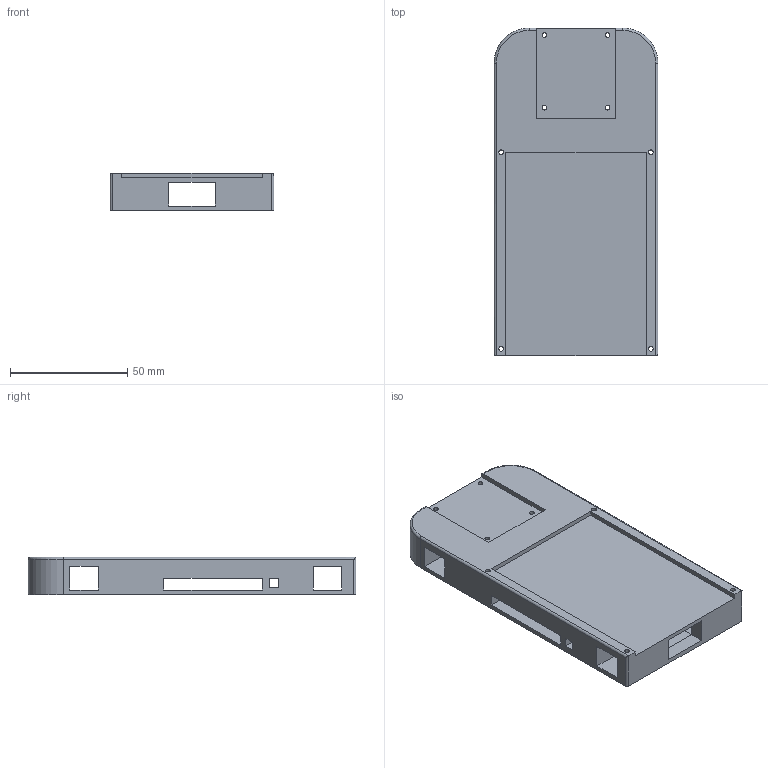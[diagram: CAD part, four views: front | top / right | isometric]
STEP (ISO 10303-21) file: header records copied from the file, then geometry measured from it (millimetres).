
FILE_DESCRIPTION(('FreeCAD Model'),'2;1');
FILE_NAME('NeuroBot.step','2018-12-25T20:14:20',( 'Author'),(''),'Open CASCADE STEP processor 7.2','FreeCAD','Unknown' );
FILE_SCHEMA(('AUTOMOTIVE_DESIGN { 1 0 10303 214 1 1 1 1 }'));
Length unit declared in the file: millimetre
Products named in the file (1): Body
Bounding box: 70 x 140 x 16 mm (x, y, z)
Volume: 89444.3 mm3; surface area: 43109.8 mm2
Topology: 1 solids, 1 shells, 82 faces, 212 edges, 126 vertices
Faces by surface type: plane 64, cylinder 16, torus 2
Full cylindrical faces by diameter (mm): 2 x8
Entity records: 5310 total; most frequent: CARTESIAN_POINT 919, DIRECTION 823, LINE 576, VECTOR 576, ORIENTED_EDGE 424, PCURVE 424, DEFINITIONAL_REPRESENTATION 424, EDGE_CURVE 212
